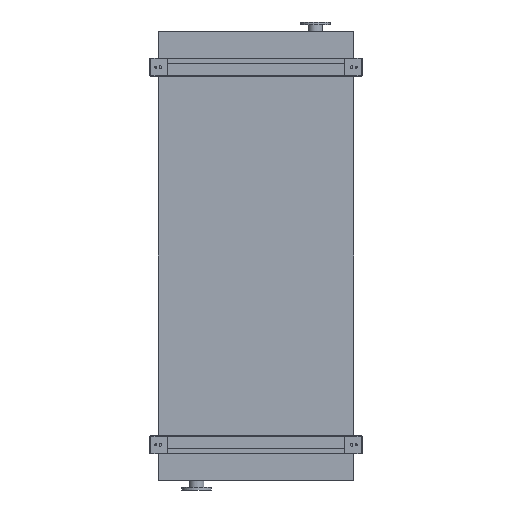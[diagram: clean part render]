
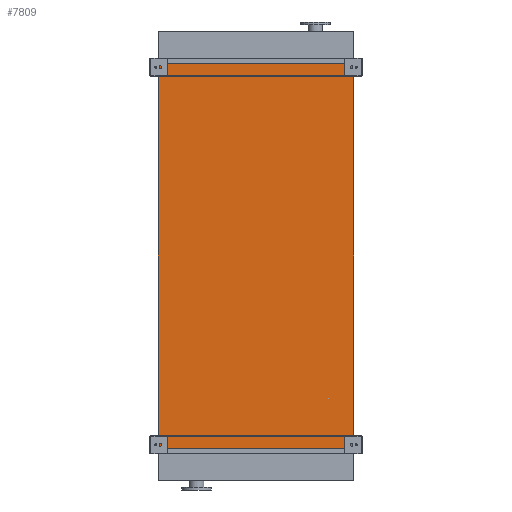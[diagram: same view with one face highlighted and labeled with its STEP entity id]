
A CAD part, front view. The second image highlights one B-rep face of the part: STEP entity #7809.
In plain terms, the highlighted planar face has unit normal (0, -1, 0).
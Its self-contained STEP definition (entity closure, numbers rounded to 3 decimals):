
#129 = CARTESIAN_POINT ( 'NONE',  ( -725., 0., -2850. ) ) ;
#1695 = PLANE ( 'NONE',  #6699 ) ;
#1924 = VECTOR ( 'NONE', #14325, 1000. ) ;
#3469 = CARTESIAN_POINT ( 'NONE',  ( 725., 0., 0. ) ) ;
#3769 = ORIENTED_EDGE ( 'NONE', *, *, #11425, .F. ) ;
#4522 = VERTEX_POINT ( 'NONE', #3469 ) ;
#5479 = DIRECTION ( 'NONE',  ( 0., 0., -1. ) ) ;
#5820 = DIRECTION ( 'NONE',  ( 0., 0., 1. ) ) ;
#6014 = EDGE_LOOP ( 'NONE', ( #3769, #6632, #9458, #12901 ) ) ;
#6632 = ORIENTED_EDGE ( 'NONE', *, *, #11272, .F. ) ;
#6699 = AXIS2_PLACEMENT_3D ( 'NONE', #10865, #16407, #5479 ) ;
#7325 = EDGE_CURVE ( 'NONE', #22202, #4522, #11586, .T. ) ;
#7809 = ADVANCED_FACE ( 'NONE', ( #14689 ), #1695, .T. ) ;
#8814 = CARTESIAN_POINT ( 'NONE',  ( 725., 0., -2850. ) ) ;
#9458 = ORIENTED_EDGE ( 'NONE', *, *, #13745, .T. ) ;
#9856 = CARTESIAN_POINT ( 'NONE',  ( -725., 0., 0. ) ) ;
#10865 = CARTESIAN_POINT ( 'NONE',  ( -725., 0., -2850. ) ) ;
#11272 = EDGE_CURVE ( 'NONE', #12879, #22457, #16886, .T. ) ;
#11424 = VECTOR ( 'NONE', #5820, 1000. ) ;
#11425 = EDGE_CURVE ( 'NONE', #22457, #4522, #13411, .T. ) ;
#11586 = LINE ( 'NONE', #8814, #1924 ) ;
#12082 = CARTESIAN_POINT ( 'NONE',  ( 725., 0., -2850. ) ) ;
#12879 = VERTEX_POINT ( 'NONE', #129 ) ;
#12901 = ORIENTED_EDGE ( 'NONE', *, *, #7325, .T. ) ;
#13037 = VECTOR ( 'NONE', #19288, 1000. ) ;
#13411 = LINE ( 'NONE', #9856, #21956 ) ;
#13745 = EDGE_CURVE ( 'NONE', #12879, #22202, #23245, .T. ) ;
#14325 = DIRECTION ( 'NONE',  ( 0., 0., 1. ) ) ;
#14689 = FACE_OUTER_BOUND ( 'NONE', #6014, .T. ) ;
#16407 = DIRECTION ( 'NONE',  ( 0., -1., 0. ) ) ;
#16886 = LINE ( 'NONE', #22110, #11424 ) ;
#17451 = CARTESIAN_POINT ( 'NONE',  ( -725., 0., -2850. ) ) ;
#18387 = CARTESIAN_POINT ( 'NONE',  ( -725., 0., 0. ) ) ;
#19288 = DIRECTION ( 'NONE',  ( 1., 0., 0. ) ) ;
#21956 = VECTOR ( 'NONE', #22572, 1000. ) ;
#22110 = CARTESIAN_POINT ( 'NONE',  ( -725., 0., -2850. ) ) ;
#22202 = VERTEX_POINT ( 'NONE', #12082 ) ;
#22457 = VERTEX_POINT ( 'NONE', #18387 ) ;
#22572 = DIRECTION ( 'NONE',  ( 1., 0., 0. ) ) ;
#23245 = LINE ( 'NONE', #17451, #13037 ) ;
